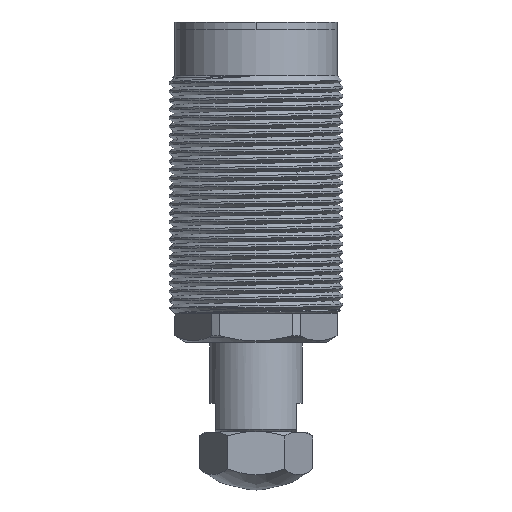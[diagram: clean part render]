
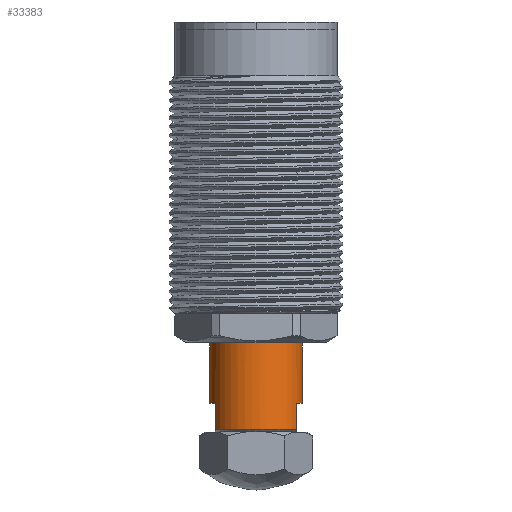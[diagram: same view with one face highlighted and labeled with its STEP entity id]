
A CAD part, top view. The second image highlights one B-rep face of the part: STEP entity #33383.
In plain terms, the highlighted cylindrical face has radius 8 mm (diameter 16 mm), a partial arc.
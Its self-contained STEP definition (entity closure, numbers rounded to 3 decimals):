
#362 = ORIENTED_EDGE ( 'NONE', *, *, #6751, .T. ) ;
#1906 = EDGE_CURVE ( 'NONE', #6199, #19713, #11841, .T. ) ;
#2025 = DIRECTION ( 'NONE',  ( -1., 0., 0. ) ) ;
#2325 = CARTESIAN_POINT ( 'NONE',  ( -7., 3.873, -47.5 ) ) ;
#2562 = DIRECTION ( 'NONE',  ( 0., 0., 1. ) ) ;
#3066 = CIRCLE ( 'NONE', #30291, 8. ) ;
#3546 = CARTESIAN_POINT ( 'NONE',  ( -8., 0., -43. ) ) ;
#3904 = VECTOR ( 'NONE', #31629, 1000. ) ;
#4028 = AXIS2_PLACEMENT_3D ( 'NONE', #37105, #19563, #2025 ) ;
#4700 = VERTEX_POINT ( 'NONE', #27506 ) ;
#4839 = DIRECTION ( 'NONE',  ( -1., 0., 0. ) ) ;
#5118 = DIRECTION ( 'NONE',  ( 0., 0., 1. ) ) ;
#6089 = VECTOR ( 'NONE', #5118, 1000. ) ;
#6199 = VERTEX_POINT ( 'NONE', #27553 ) ;
#6751 = EDGE_CURVE ( 'NONE', #25021, #32154, #3066, .T. ) ;
#6968 = EDGE_LOOP ( 'NONE', ( #21598, #24079, #24970, #17558, #13885, #8839, #362, #11349 ) ) ;
#6992 = EDGE_CURVE ( 'NONE', #29831, #32003, #30567, .T. ) ;
#8173 = CARTESIAN_POINT ( 'NONE',  ( 8., 0., -0.3 ) ) ;
#8839 = ORIENTED_EDGE ( 'NONE', *, *, #25419, .T. ) ;
#9031 = CARTESIAN_POINT ( 'NONE',  ( 7., 3.873, -43. ) ) ;
#10898 = DIRECTION ( 'NONE',  ( 0., 0., -1. ) ) ;
#11349 = ORIENTED_EDGE ( 'NONE', *, *, #14378, .F. ) ;
#11841 = CIRCLE ( 'NONE', #36832, 8. ) ;
#11888 = FACE_OUTER_BOUND ( 'NONE', #6968, .T. ) ;
#12178 = CARTESIAN_POINT ( 'NONE',  ( -8., 0., 2.4 ) ) ;
#12504 = CARTESIAN_POINT ( 'NONE',  ( 8., 0., -43. ) ) ;
#13539 = CARTESIAN_POINT ( 'NONE',  ( 0., 0., 2.4 ) ) ;
#13885 = ORIENTED_EDGE ( 'NONE', *, *, #1906, .T. ) ;
#14051 = EDGE_CURVE ( 'NONE', #14905, #29831, #37765, .T. ) ;
#14378 = EDGE_CURVE ( 'NONE', #4700, #32154, #31807, .T. ) ;
#14622 = CARTESIAN_POINT ( 'NONE',  ( -7., 3.873, -43. ) ) ;
#14905 = VERTEX_POINT ( 'NONE', #8173 ) ;
#15055 = CARTESIAN_POINT ( 'NONE',  ( 0., 0., -43. ) ) ;
#17373 = AXIS2_PLACEMENT_3D ( 'NONE', #13539, #19574, #4839 ) ;
#17558 = ORIENTED_EDGE ( 'NONE', *, *, #20522, .T. ) ;
#18029 = DIRECTION ( 'NONE',  ( -1., 0., 0. ) ) ;
#18793 = CYLINDRICAL_SURFACE ( 'NONE', #17373, 8. ) ;
#19563 = DIRECTION ( 'NONE',  ( 0., 0., 1. ) ) ;
#19574 = DIRECTION ( 'NONE',  ( 0., 0., -1. ) ) ;
#19713 = VERTEX_POINT ( 'NONE', #2325 ) ;
#20092 = CARTESIAN_POINT ( 'NONE',  ( 0., 0., -47.5 ) ) ;
#20522 = EDGE_CURVE ( 'NONE', #32003, #6199, #27299, .T. ) ;
#21264 = VECTOR ( 'NONE', #29747, 1000. ) ;
#21598 = ORIENTED_EDGE ( 'NONE', *, *, #27611, .T. ) ;
#22331 = DIRECTION ( 'NONE',  ( 0., 0., -1. ) ) ;
#22666 = CARTESIAN_POINT ( 'NONE',  ( 7., 3.873, 2.4 ) ) ;
#23027 = DIRECTION ( 'NONE',  ( 1., 0., 0. ) ) ;
#23566 = CARTESIAN_POINT ( 'NONE',  ( -7., 3.873, 2.4 ) ) ;
#24079 = ORIENTED_EDGE ( 'NONE', *, *, #14051, .T. ) ;
#24970 = ORIENTED_EDGE ( 'NONE', *, *, #6992, .T. ) ;
#25021 = VERTEX_POINT ( 'NONE', #14622 ) ;
#25419 = EDGE_CURVE ( 'NONE', #19713, #25021, #36359, .T. ) ;
#27299 = LINE ( 'NONE', #22666, #3904 ) ;
#27506 = CARTESIAN_POINT ( 'NONE',  ( -8., 0., -0.3 ) ) ;
#27553 = CARTESIAN_POINT ( 'NONE',  ( 7., 3.873, -47.5 ) ) ;
#27611 = EDGE_CURVE ( 'NONE', #4700, #14905, #29444, .T. ) ;
#28101 = CARTESIAN_POINT ( 'NONE',  ( 8., 0., 2.4 ) ) ;
#28456 = CARTESIAN_POINT ( 'NONE',  ( 0., 0., -0.3 ) ) ;
#29444 = CIRCLE ( 'NONE', #31414, 8. ) ;
#29747 = DIRECTION ( 'NONE',  ( 0., 0., -1. ) ) ;
#29831 = VERTEX_POINT ( 'NONE', #12504 ) ;
#29980 = VECTOR ( 'NONE', #22331, 1000. ) ;
#30291 = AXIS2_PLACEMENT_3D ( 'NONE', #15055, #35573, #18029 ) ;
#30567 = CIRCLE ( 'NONE', #4028, 8. ) ;
#31414 = AXIS2_PLACEMENT_3D ( 'NONE', #28456, #10898, #31417 ) ;
#31417 = DIRECTION ( 'NONE',  ( -1., 0., 0. ) ) ;
#31629 = DIRECTION ( 'NONE',  ( 0., 0., -1. ) ) ;
#31807 = LINE ( 'NONE', #12178, #21264 ) ;
#32003 = VERTEX_POINT ( 'NONE', #9031 ) ;
#32154 = VERTEX_POINT ( 'NONE', #3546 ) ;
#33383 = ADVANCED_FACE ( 'NONE', ( #11888 ), #18793, .T. ) ;
#35573 = DIRECTION ( 'NONE',  ( 0., 0., 1. ) ) ;
#36359 = LINE ( 'NONE', #23566, #6089 ) ;
#36832 = AXIS2_PLACEMENT_3D ( 'NONE', #20092, #2562, #23027 ) ;
#37105 = CARTESIAN_POINT ( 'NONE',  ( 0., 0., -43. ) ) ;
#37765 = LINE ( 'NONE', #28101, #29980 ) ;
